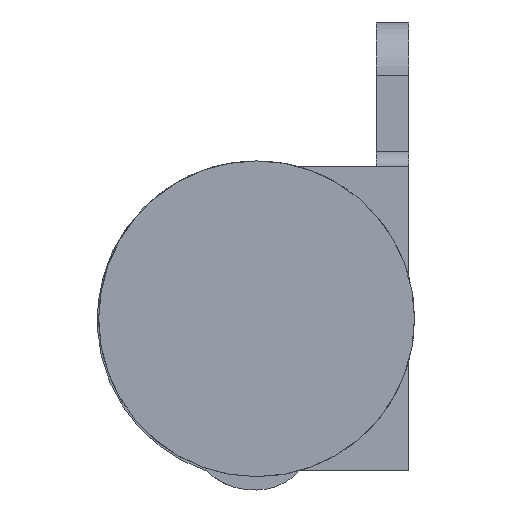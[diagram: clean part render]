
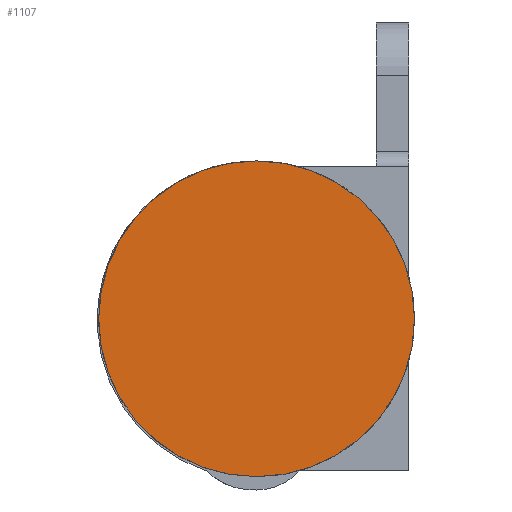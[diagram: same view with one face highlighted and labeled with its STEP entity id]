
A CAD part, left-side view. The second image highlights one B-rep face of the part: STEP entity #1107.
In plain terms, the highlighted planar face has unit normal (-1, 0, 0).
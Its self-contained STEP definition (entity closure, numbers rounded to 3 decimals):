
#1062 = EDGE_CURVE('',#1063,#1063,#1065,.T.);
#1063 = VERTEX_POINT('',#1064);
#1064 = CARTESIAN_POINT('',(58.622,3.15,-56.977));
#1065 = CIRCLE('',#1066,4.15);
#1066 = AXIS2_PLACEMENT_3D('',#1067,#1068,#1069);
#1067 = CARTESIAN_POINT('',(58.622,3.15,-52.827));
#1068 = DIRECTION('',(-1.,0.,0.));
#1069 = DIRECTION('',(0.,0.,1.));
#1107 = ADVANCED_FACE('',(#1108),#1111,.T.);
#1108 = FACE_BOUND('',#1109,.T.);
#1109 = EDGE_LOOP('',(#1110));
#1110 = ORIENTED_EDGE('',*,*,#1062,.T.);
#1111 = PLANE('',#1112);
#1112 = AXIS2_PLACEMENT_3D('',#1113,#1114,#1115);
#1113 = CARTESIAN_POINT('',(58.622,3.15,-52.827));
#1114 = DIRECTION('',(-1.,0.,0.));
#1115 = DIRECTION('',(0.,0.,1.));
